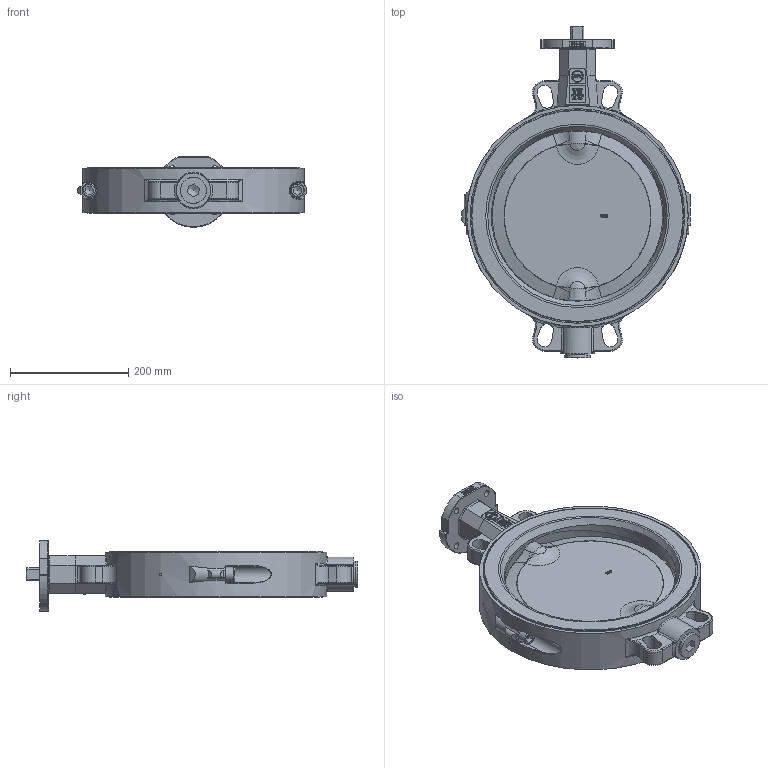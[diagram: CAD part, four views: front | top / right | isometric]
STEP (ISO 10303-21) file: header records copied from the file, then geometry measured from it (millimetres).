
FILE_DESCRIPTION((''),'2;1');
FILE_NAME('T211-A DN300.stp','2009-03-06T10:37:51',('hellwig'),(''),'Autodesk Inventor 2008','Autodesk Inventor 2008','');
FILE_SCHEMA(('AUTOMOTIVE_DESIGN { 1 0 10303 214 1 1 1 1 }'));
Length unit declared in the file: millimetre
Products named in the file (1): Bauteil2
Bounding box: 386.99 x 561 x 119.5 mm (x, y, z)
Volume: 4873634.5 mm3; surface area: 679806.3 mm2
Topology: 1 solids, 10 shells, 996 faces, 2567 edges, 1643 vertices
Faces by surface type: bspline 392, plane 391, cylinder 126, torus 45, cone 40, sphere 2
Full cylindrical faces by diameter (mm): 3 x2, 3.2 x2, 4.134 x1, 16 x2, 24 x2, 30 x3, 31 x1, 34 x1, 35 x1, 38.3 x1, 43.9 x1, 44 x1, 48 x2, 58 x1, 70.1 x1, 298.5 x1, 301.8 x1, 359 x2, 363 x1, 374 x1
Entity records: 41110 total; most frequent: CARTESIAN_POINT 18899, ORIENTED_EDGE 4838, DIRECTION 3386, EDGE_CURVE 2419, VERTEX_POINT 1600, EDGE_LOOP 1193, VECTOR 1158, LINE 1158
